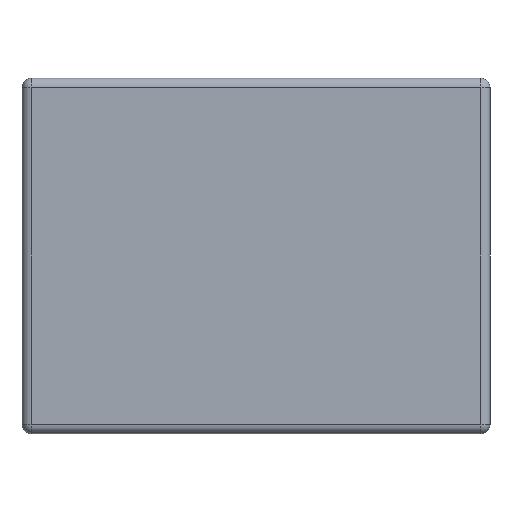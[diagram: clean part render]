
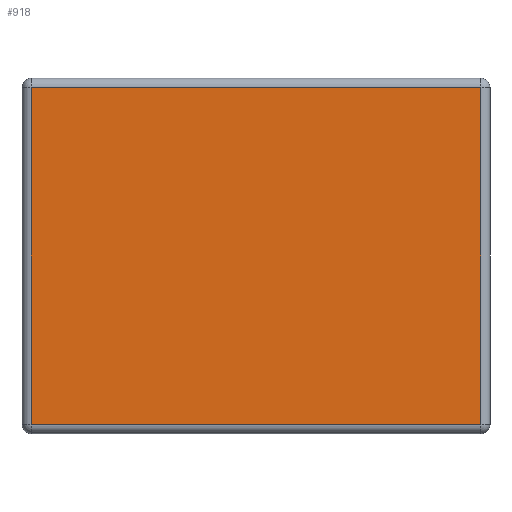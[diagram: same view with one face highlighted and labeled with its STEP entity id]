
A CAD part, front view. The second image highlights one B-rep face of the part: STEP entity #918.
In plain terms, the highlighted planar face has unit normal (0, -1, 0).
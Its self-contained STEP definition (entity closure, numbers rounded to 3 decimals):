
#31=PLANE('',#1032);
#61=LINE('',#1396,#137);
#63=LINE('',#1406,#139);
#67=LINE('',#1426,#143);
#69=LINE('',#1429,#145);
#137=VECTOR('',#1100,10.);
#139=VECTOR('',#1112,10.);
#143=VECTOR('',#1136,10.);
#145=VECTOR('',#1140,10.);
#259=FACE_OUTER_BOUND('',#323,.T.);
#323=EDGE_LOOP('',(#749,#750,#751,#752));
#413=VERTEX_POINT('',#1384);
#416=VERTEX_POINT('',#1391);
#417=VERTEX_POINT('',#1398);
#425=VERTEX_POINT('',#1421);
#498=EDGE_CURVE('',#413,#416,#61,.T.);
#503=EDGE_CURVE('',#417,#413,#63,.T.);
#513=EDGE_CURVE('',#416,#425,#67,.T.);
#515=EDGE_CURVE('',#425,#417,#69,.T.);
#749=ORIENTED_EDGE('',*,*,#498,.F.);
#750=ORIENTED_EDGE('',*,*,#503,.F.);
#751=ORIENTED_EDGE('',*,*,#515,.F.);
#752=ORIENTED_EDGE('',*,*,#513,.F.);
#918=ADVANCED_FACE('',(#259),#31,.F.);
#1032=AXIS2_PLACEMENT_3D('',#1566,#1250,#1251);
#1100=DIRECTION('',(1.,0.,0.));
#1112=DIRECTION('',(0.,0.,1.));
#1136=DIRECTION('',(0.,0.,-1.));
#1140=DIRECTION('',(-1.,0.,0.));
#1250=DIRECTION('center_axis',(0.,1.,0.));
#1251=DIRECTION('ref_axis',(1.,0.,0.));
#1384=CARTESIAN_POINT('',(1.,0.,-1.));
#1391=CARTESIAN_POINT('',(49.,0.,-1.));
#1396=CARTESIAN_POINT('',(12.5,0.,-1.));
#1398=CARTESIAN_POINT('',(1.,0.,-37.));
#1406=CARTESIAN_POINT('',(1.,0.,-28.5));
#1421=CARTESIAN_POINT('',(49.,0.,-37.));
#1426=CARTESIAN_POINT('',(49.,0.,-9.5));
#1429=CARTESIAN_POINT('',(37.5,0.,-37.));
#1566=CARTESIAN_POINT('Origin',(25.,0.,-19.));
